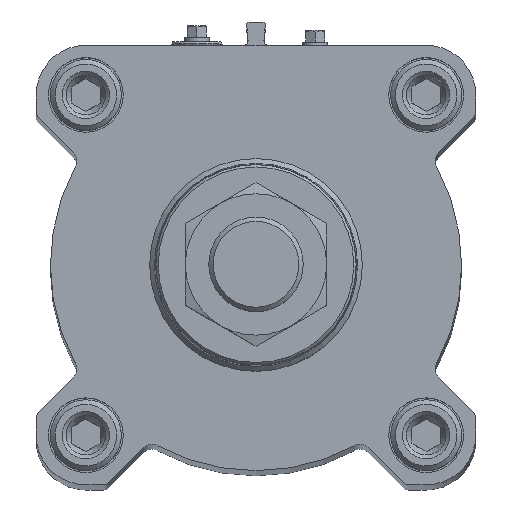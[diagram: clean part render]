
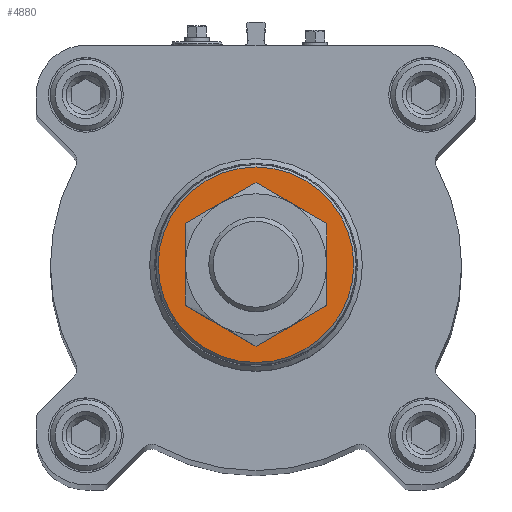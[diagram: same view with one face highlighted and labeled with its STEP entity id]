
A CAD part, top view. The second image highlights one B-rep face of the part: STEP entity #4880.
In plain terms, the highlighted planar face has unit normal (0, 0, 1).
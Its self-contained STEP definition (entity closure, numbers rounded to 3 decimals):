
#522=PLANE('',#5201);
#700=CIRCLE('',#5202,20.686);
#701=CIRCLE('',#5203,12.5);
#1077=ORIENTED_EDGE('',*,*,#1864,.F.);
#1078=ORIENTED_EDGE('',*,*,#1865,.T.);
#1864=EDGE_CURVE('',#2273,#2273,#700,.T.);
#1865=EDGE_CURVE('',#2274,#2274,#701,.T.);
#2273=VERTEX_POINT('',#7023);
#2274=VERTEX_POINT('',#7025);
#2630=EDGE_LOOP('',(#1077));
#2631=EDGE_LOOP('',(#1078));
#2995=FACE_BOUND('',#2630,.T.);
#2996=FACE_BOUND('',#2631,.T.);
#4880=ADVANCED_FACE('',(#2995,#2996),#522,.F.);
#5201=AXIS2_PLACEMENT_3D('',#7021,#5799,#5800);
#5202=AXIS2_PLACEMENT_3D('',#7022,#5801,#5802);
#5203=AXIS2_PLACEMENT_3D('',#7024,#5803,#5804);
#5799=DIRECTION('',(0.,0.,-1.));
#5800=DIRECTION('',(-1.,0.,0.));
#5801=DIRECTION('',(0.,0.,-1.));
#5802=DIRECTION('',(-1.,0.,0.));
#5803=DIRECTION('',(0.,0.,-1.));
#5804=DIRECTION('',(-1.,0.,0.));
#7021=CARTESIAN_POINT('',(0.,0.,34.2));
#7022=CARTESIAN_POINT('',(0.,0.,34.2));
#7023=CARTESIAN_POINT('',(-20.686,0.,34.2));
#7024=CARTESIAN_POINT('',(0.,0.,34.2));
#7025=CARTESIAN_POINT('',(-12.5,0.,34.2));
